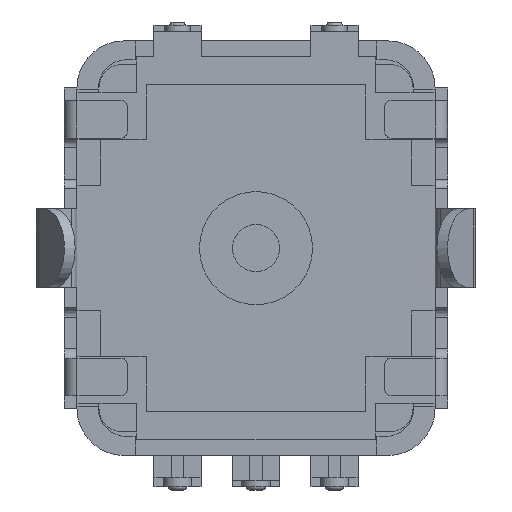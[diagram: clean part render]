
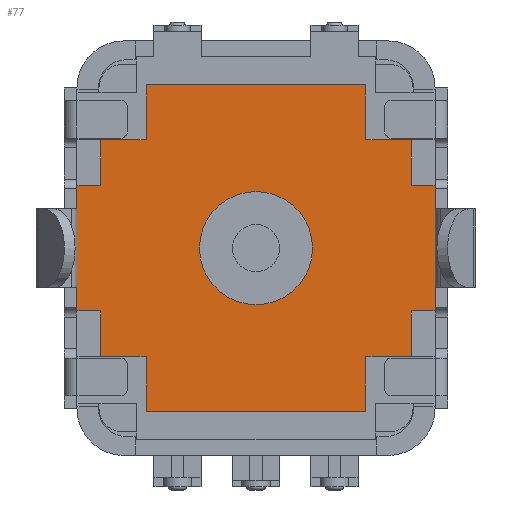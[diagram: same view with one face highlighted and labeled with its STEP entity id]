
A CAD part, front view. The second image highlights one B-rep face of the part: STEP entity #77.
In plain terms, the highlighted planar face has unit normal (0, -1, 0).
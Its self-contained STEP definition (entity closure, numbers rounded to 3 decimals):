
#77=ADVANCED_FACE('',(#623,#624),#625,.T.);
#623=FACE_OUTER_BOUND('',#1683,.T.);
#624=FACE_BOUND('',#1684,.T.);
#625=PLANE('',#1685);
#1683=EDGE_LOOP('',(#3551,#3552,#3553,#3554,#3555,#3556,#3557,#3558,#3559,#3560,#3561,#3562,#3563,#3564,#3565,#3566,#3567,#3568,#3569,#3570,#3571,#3572,#3573,#3574));
#1684=EDGE_LOOP('',(#3575,#3576));
#1685=AXIS2_PLACEMENT_3D('',#3577,#3578,#3579);
#3551=ORIENTED_EDGE('',*,*,#7831,.F.);
#3552=ORIENTED_EDGE('',*,*,#7832,.F.);
#3553=ORIENTED_EDGE('',*,*,#7833,.F.);
#3554=ORIENTED_EDGE('',*,*,#7834,.F.);
#3555=ORIENTED_EDGE('',*,*,#7835,.F.);
#3556=ORIENTED_EDGE('',*,*,#7836,.T.);
#3557=ORIENTED_EDGE('',*,*,#7837,.T.);
#3558=ORIENTED_EDGE('',*,*,#7838,.T.);
#3559=ORIENTED_EDGE('',*,*,#7839,.T.);
#3560=ORIENTED_EDGE('',*,*,#7840,.F.);
#3561=ORIENTED_EDGE('',*,*,#7841,.F.);
#3562=ORIENTED_EDGE('',*,*,#7842,.F.);
#3563=ORIENTED_EDGE('',*,*,#7830,.T.);
#3564=ORIENTED_EDGE('',*,*,#7843,.F.);
#3565=ORIENTED_EDGE('',*,*,#7844,.F.);
#3566=ORIENTED_EDGE('',*,*,#7845,.F.);
#3567=ORIENTED_EDGE('',*,*,#7846,.F.);
#3568=ORIENTED_EDGE('',*,*,#7847,.T.);
#3569=ORIENTED_EDGE('',*,*,#7848,.T.);
#3570=ORIENTED_EDGE('',*,*,#7849,.T.);
#3571=ORIENTED_EDGE('',*,*,#7850,.T.);
#3572=ORIENTED_EDGE('',*,*,#7851,.F.);
#3573=ORIENTED_EDGE('',*,*,#7852,.F.);
#3574=ORIENTED_EDGE('',*,*,#7853,.F.);
#3575=ORIENTED_EDGE('',*,*,#7854,.F.);
#3576=ORIENTED_EDGE('',*,*,#7855,.F.);
#3577=CARTESIAN_POINT('',(0.0,-5.1,0.0));
#3578=DIRECTION('',(0.0,-1.0,0.0));
#3579=DIRECTION('',(0.0,0.0,-1.0));
#7830=EDGE_CURVE('',#9438,#9465,#9467,.T.);
#7831=EDGE_CURVE('',#9468,#9469,#9470,.T.);
#7832=EDGE_CURVE('',#9471,#9468,#9472,.T.);
#7833=EDGE_CURVE('',#9473,#9471,#9474,.T.);
#7834=EDGE_CURVE('',#9475,#9473,#9476,.T.);
#7835=EDGE_CURVE('',#9477,#9475,#9478,.T.);
#7836=EDGE_CURVE('',#9477,#9479,#9480,.T.);
#7837=EDGE_CURVE('',#9479,#9481,#9482,.T.);
#7838=EDGE_CURVE('',#9481,#9483,#9484,.T.);
#7839=EDGE_CURVE('',#9483,#9485,#9486,.T.);
#7840=EDGE_CURVE('',#9487,#9485,#9488,.T.);
#7841=EDGE_CURVE('',#9489,#9487,#9490,.T.);
#7842=EDGE_CURVE('',#9438,#9489,#9491,.T.);
#7843=EDGE_CURVE('',#9492,#9465,#9493,.T.);
#7844=EDGE_CURVE('',#9494,#9492,#9495,.T.);
#7845=EDGE_CURVE('',#9496,#9494,#9497,.T.);
#7846=EDGE_CURVE('',#9498,#9496,#9499,.T.);
#7847=EDGE_CURVE('',#9498,#9500,#9501,.T.);
#7848=EDGE_CURVE('',#9500,#9502,#9503,.T.);
#7849=EDGE_CURVE('',#9502,#9504,#9505,.T.);
#7850=EDGE_CURVE('',#9504,#9506,#9507,.T.);
#7851=EDGE_CURVE('',#9508,#9506,#9509,.T.);
#7852=EDGE_CURVE('',#9510,#9508,#9511,.T.);
#7853=EDGE_CURVE('',#9469,#9510,#9512,.T.);
#7854=EDGE_CURVE('',#9513,#9514,#9515,.T.);
#7855=EDGE_CURVE('',#9514,#9513,#9516,.T.);
#9438=VERTEX_POINT('',#12094);
#9465=VERTEX_POINT('',#12133);
#9467=LINE('',#12136,#12137);
#9468=VERTEX_POINT('',#12138);
#9469=VERTEX_POINT('',#12139);
#9470=LINE('',#12140,#12141);
#9471=VERTEX_POINT('',#12142);
#9472=LINE('',#12143,#12144);
#9473=VERTEX_POINT('',#12145);
#9474=LINE('',#12146,#12147);
#9475=VERTEX_POINT('',#12148);
#9476=LINE('',#12149,#12150);
#9477=VERTEX_POINT('',#12151);
#9478=LINE('',#12152,#12153);
#9479=VERTEX_POINT('',#12154);
#9480=LINE('',#12155,#12156);
#9481=VERTEX_POINT('',#12157);
#9482=LINE('',#12158,#12159);
#9483=VERTEX_POINT('',#12160);
#9484=LINE('',#12161,#12162);
#9485=VERTEX_POINT('',#12163);
#9486=LINE('',#12164,#12165);
#9487=VERTEX_POINT('',#12166);
#9488=LINE('',#12167,#12168);
#9489=VERTEX_POINT('',#12169);
#9490=LINE('',#12170,#12171);
#9491=LINE('',#12172,#12173);
#9492=VERTEX_POINT('',#12174);
#9493=LINE('',#12175,#12176);
#9494=VERTEX_POINT('',#12177);
#9495=LINE('',#12178,#12179);
#9496=VERTEX_POINT('',#12180);
#9497=LINE('',#12181,#12182);
#9498=VERTEX_POINT('',#12183);
#9499=LINE('',#12184,#12185);
#9500=VERTEX_POINT('',#12186);
#9501=LINE('',#12187,#12188);
#9502=VERTEX_POINT('',#12189);
#9503=LINE('',#12190,#12191);
#9504=VERTEX_POINT('',#12192);
#9505=LINE('',#12193,#12194);
#9506=VERTEX_POINT('',#12195);
#9507=LINE('',#12196,#12197);
#9508=VERTEX_POINT('',#12198);
#9509=LINE('',#12199,#12200);
#9510=VERTEX_POINT('',#12201);
#9511=LINE('',#12202,#12203);
#9512=LINE('',#12204,#12205);
#9513=VERTEX_POINT('',#12206);
#9514=VERTEX_POINT('',#12207);
#9515=CIRCLE('',#12208,1.8);
#9516=CIRCLE('',#12209,1.8);
#12094=CARTESIAN_POINT('',(-5.7,-5.1,1.25));
#12133=CARTESIAN_POINT('',(-5.7,-5.1,-1.25));
#12136=CARTESIAN_POINT('',(-5.7,-5.1,1.25));
#12137=VECTOR('',#17092,2.5);
#12138=CARTESIAN_POINT('',(5.7,-5.1,1.25));
#12139=CARTESIAN_POINT('',(5.7,-5.1,-1.25));
#12140=CARTESIAN_POINT('',(5.7,-5.1,1.25));
#12141=VECTOR('',#17093,2.5);
#12142=CARTESIAN_POINT('',(5.7,-5.1,2.0));
#12143=CARTESIAN_POINT('',(5.7,-5.1,2.0));
#12144=VECTOR('',#17094,0.75);
#12145=CARTESIAN_POINT('',(4.95,-5.1,2.0));
#12146=CARTESIAN_POINT('',(4.95,-5.1,2.0));
#12147=VECTOR('',#17095,0.75);
#12148=CARTESIAN_POINT('',(4.95,-5.1,3.45));
#12149=CARTESIAN_POINT('',(4.95,-5.1,3.45));
#12150=VECTOR('',#17096,1.45);
#12151=CARTESIAN_POINT('',(3.5,-5.1,3.45));
#12152=CARTESIAN_POINT('',(3.5,-5.1,3.45));
#12153=VECTOR('',#17097,1.45);
#12154=CARTESIAN_POINT('',(3.5,-5.1,5.2));
#12155=CARTESIAN_POINT('',(3.5,-5.1,3.45));
#12156=VECTOR('',#17098,1.75);
#12157=CARTESIAN_POINT('',(-3.5,-5.1,5.2));
#12158=CARTESIAN_POINT('',(3.5,-5.1,5.2));
#12159=VECTOR('',#17099,7.0);
#12160=CARTESIAN_POINT('',(-3.5,-5.1,3.45));
#12161=CARTESIAN_POINT('',(-3.5,-5.1,5.2));
#12162=VECTOR('',#17100,1.75);
#12163=CARTESIAN_POINT('',(-4.95,-5.1,3.45));
#12164=CARTESIAN_POINT('',(-3.5,-5.1,3.45));
#12165=VECTOR('',#17101,1.45);
#12166=CARTESIAN_POINT('',(-4.95,-5.1,2.0));
#12167=CARTESIAN_POINT('',(-4.95,-5.1,2.0));
#12168=VECTOR('',#17102,1.45);
#12169=CARTESIAN_POINT('',(-5.7,-5.1,2.0));
#12170=CARTESIAN_POINT('',(-5.7,-5.1,2.0));
#12171=VECTOR('',#17103,0.75);
#12172=CARTESIAN_POINT('',(-5.7,-5.1,1.25));
#12173=VECTOR('',#17104,0.75);
#12174=CARTESIAN_POINT('',(-5.7,-5.1,-2.0));
#12175=CARTESIAN_POINT('',(-5.7,-5.1,-2.0));
#12176=VECTOR('',#17105,0.75);
#12177=CARTESIAN_POINT('',(-4.95,-5.1,-2.0));
#12178=CARTESIAN_POINT('',(-4.95,-5.1,-2.0));
#12179=VECTOR('',#17106,0.75);
#12180=CARTESIAN_POINT('',(-4.95,-5.1,-3.45));
#12181=CARTESIAN_POINT('',(-4.95,-5.1,-3.45));
#12182=VECTOR('',#17107,1.45);
#12183=CARTESIAN_POINT('',(-3.5,-5.1,-3.45));
#12184=CARTESIAN_POINT('',(-3.5,-5.1,-3.45));
#12185=VECTOR('',#17108,1.45);
#12186=CARTESIAN_POINT('',(-3.5,-5.1,-5.2));
#12187=CARTESIAN_POINT('',(-3.5,-5.1,-3.45));
#12188=VECTOR('',#17109,1.75);
#12189=CARTESIAN_POINT('',(3.5,-5.1,-5.2));
#12190=CARTESIAN_POINT('',(-3.5,-5.1,-5.2));
#12191=VECTOR('',#17110,7.0);
#12192=CARTESIAN_POINT('',(3.5,-5.1,-3.45));
#12193=CARTESIAN_POINT('',(3.5,-5.1,-5.2));
#12194=VECTOR('',#17111,1.75);
#12195=CARTESIAN_POINT('',(4.95,-5.1,-3.45));
#12196=CARTESIAN_POINT('',(3.5,-5.1,-3.45));
#12197=VECTOR('',#17112,1.45);
#12198=CARTESIAN_POINT('',(4.95,-5.1,-2.0));
#12199=CARTESIAN_POINT('',(4.95,-5.1,-2.0));
#12200=VECTOR('',#17113,1.45);
#12201=CARTESIAN_POINT('',(5.7,-5.1,-2.0));
#12202=CARTESIAN_POINT('',(5.7,-5.1,-2.0));
#12203=VECTOR('',#17114,0.75);
#12204=CARTESIAN_POINT('',(5.7,-5.1,-1.25));
#12205=VECTOR('',#17115,0.75);
#12206=CARTESIAN_POINT('',(-1.8,-5.1,0.0));
#12207=CARTESIAN_POINT('',(1.8,-5.1,0.0));
#12208=AXIS2_PLACEMENT_3D('',#17116,#17117,#17118);
#12209=AXIS2_PLACEMENT_3D('',#17119,#17120,#17121);
#17092=DIRECTION('',(0.0,0.0,-1.0));
#17093=DIRECTION('',(0.0,0.0,-1.0));
#17094=DIRECTION('',(0.0,0.0,-1.0));
#17095=DIRECTION('',(1.0,0.0,0.0));
#17096=DIRECTION('',(0.0,0.0,-1.0));
#17097=DIRECTION('',(1.0,0.0,0.0));
#17098=DIRECTION('',(0.0,0.0,1.0));
#17099=DIRECTION('',(-1.0,0.0,0.0));
#17100=DIRECTION('',(0.0,0.0,-1.0));
#17101=DIRECTION('',(-1.0,0.0,0.0));
#17102=DIRECTION('',(0.0,0.0,1.0));
#17103=DIRECTION('',(1.0,0.0,0.0));
#17104=DIRECTION('',(0.0,0.0,1.0));
#17105=DIRECTION('',(0.0,0.0,1.0));
#17106=DIRECTION('',(-1.0,0.0,0.0));
#17107=DIRECTION('',(0.0,0.0,1.0));
#17108=DIRECTION('',(-1.0,0.0,0.0));
#17109=DIRECTION('',(0.0,0.0,-1.0));
#17110=DIRECTION('',(1.0,0.0,0.0));
#17111=DIRECTION('',(0.0,0.0,1.0));
#17112=DIRECTION('',(1.0,0.0,0.0));
#17113=DIRECTION('',(0.0,0.0,-1.0));
#17114=DIRECTION('',(-1.0,0.0,0.0));
#17115=DIRECTION('',(0.0,0.0,-1.0));
#17116=CARTESIAN_POINT('',(0.0,-5.1,0.0));
#17117=DIRECTION('',(0.0,-1.0,0.0));
#17118=DIRECTION('',(-1.0,0.0,0.0));
#17119=CARTESIAN_POINT('',(0.0,-5.1,0.0));
#17120=DIRECTION('',(0.0,-1.0,0.0));
#17121=DIRECTION('',(1.0,0.0,0.0));
